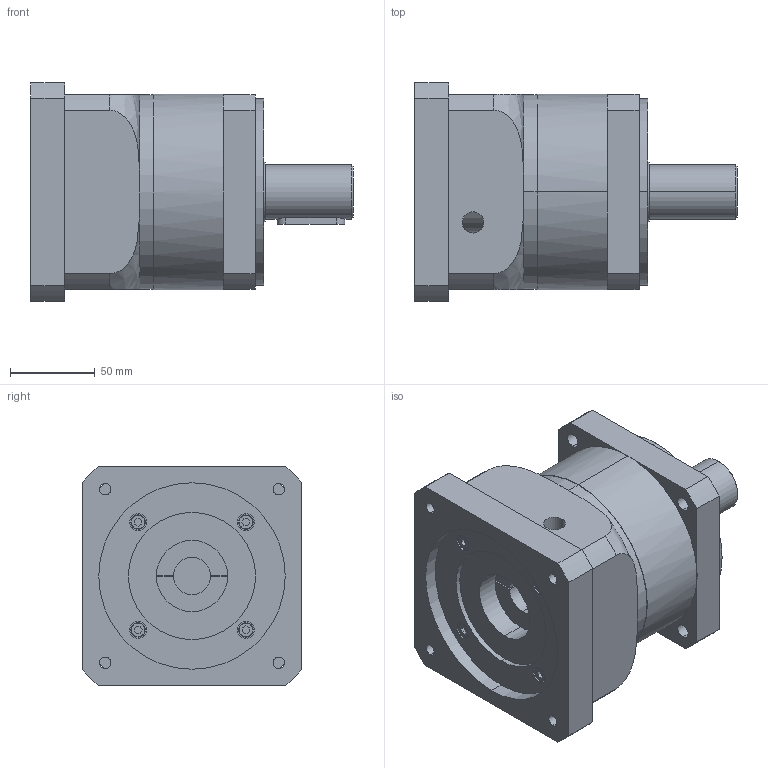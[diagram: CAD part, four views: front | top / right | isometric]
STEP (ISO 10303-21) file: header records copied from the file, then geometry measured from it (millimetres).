
FILE_DESCRIPTION (( 'STEP AP203' ), '1' );
FILE_NAME ('DH120-L1-XX-22-110-145-M8(連接法蘭)_2024.STEP', '2024-03-08T05:26:42', ( '' ), ( '' ), 'SwSTEP 2.0', 'SolidWorks 2016', '' );
FILE_SCHEMA (( 'CONFIG_CONTROL_DESIGN' ));
Length unit declared in the file: millimetre
Products named in the file (1): DH120-L1-XX-22-110-145-M8(連接法蘭)_2024
Bounding box: 190.5 x 129 x 129 mm (x, y, z)
Volume: 1552299.3 mm3; surface area: 167904.6 mm2
Topology: 2 solids, 2 shells, 343 faces, 821 edges, 532 vertices
Faces by surface type: plane 158, cylinder 137, bspline 28, cone 20
Entity records: 11011 total; most frequent: CARTESIAN_POINT 2843, DIRECTION 1734, ORIENTED_EDGE 1622, EDGE_CURVE 811, AXIS2_PLACEMENT_3D 651, VERTEX_POINT 532, VECTOR 432, LINE 432
